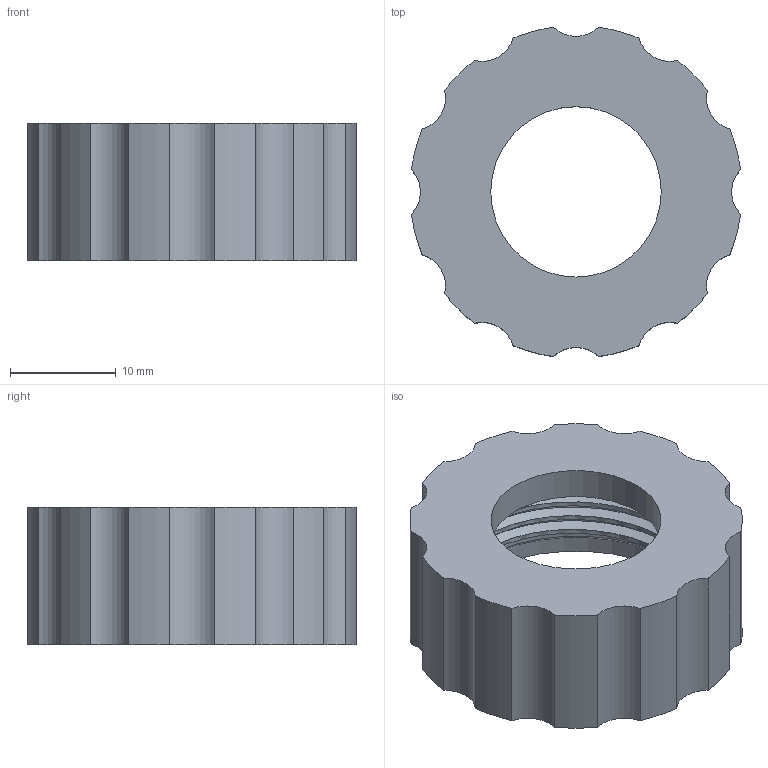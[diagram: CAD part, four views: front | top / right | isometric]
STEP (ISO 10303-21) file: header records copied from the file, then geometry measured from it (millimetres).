
FILE_DESCRIPTION(/* description */ (''),/* implementation_level */ '2;1');
FILE_NAME(/* name */ 'ThreadedCap v1.step',/* time_stamp */ '2025-07-20T14:56:43-07:00',/* author */ (''),/* organization */ (''),/* preprocessor_version */ 'ST-DEVELOPER v20.1',/* originating_system */ 'Autodesk Translation Framework v14.10.0.0',/* authorisation */ '');
FILE_SCHEMA (('AUTOMOTIVE_DESIGN { 1 0 10303 214 3 1 1 }'));
Length unit declared in the file: millimetre
Products named in the file (1): ThreadedCap
Bounding box: 31.12 x 31.12 x 13 mm (x, y, z)
Volume: 4076.1 mm3; surface area: 3687 mm2
Topology: 1 solids, 1 shells, 44 faces, 122 edges, 81 vertices
Faces by surface type: cylinder 36, plane 5, bspline 2, cone 1
Full cylindrical faces by diameter (mm): 16.1 x1, 23.851 x3, 25.4 x5, 26.5 x1
Entity records: 2786 total; most frequent: CARTESIAN_POINT 1605, DIRECTION 245, ORIENTED_EDGE 244, EDGE_CURVE 122, AXIS2_PLACEMENT_3D 104, VERTEX_POINT 81, CIRCLE 61, EDGE_LOOP 47
